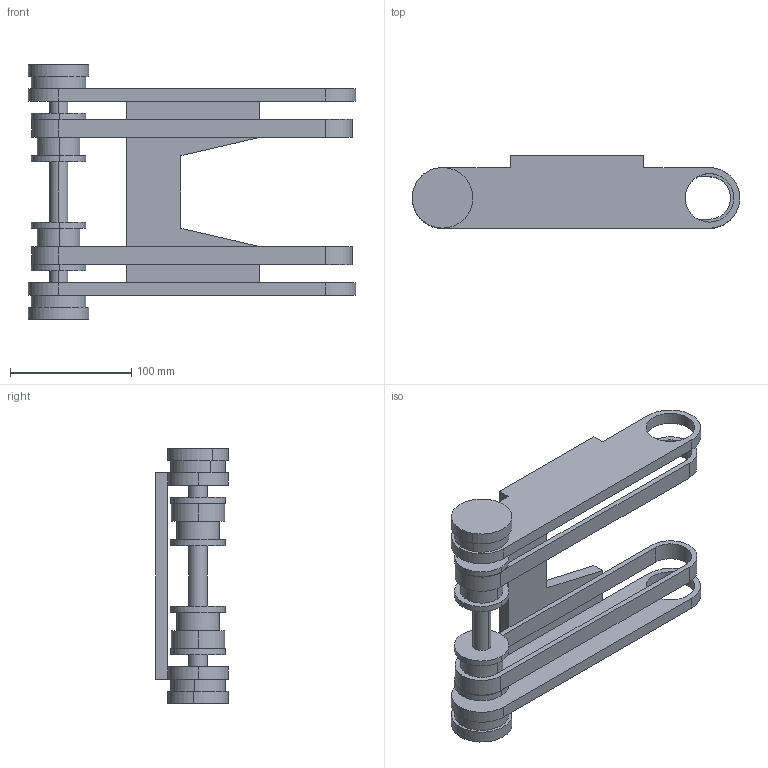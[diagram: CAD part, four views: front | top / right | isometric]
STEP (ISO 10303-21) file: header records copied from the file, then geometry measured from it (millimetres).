
FILE_DESCRIPTION (( 'STEP AP203' ), '1' );
FILE_NAME ('Eslabon2_Predeterminado_sldprt.STEP', '2021-11-03T21:37:58', ( '' ), ( '' ), 'SwSTEP 2.0', 'SolidWorks 2021', '' );
FILE_SCHEMA (( 'CONFIG_CONTROL_DESIGN' ));
Length unit declared in the file: millimetre
Products named in the file (1): Eslabon2_Predeterminado_sldprt
Bounding box: 270 x 60 x 210 mm (x, y, z)
Volume: 621625.9 mm3; surface area: 158359.3 mm2
Topology: 1 solids, 1 shells, 94 faces, 248 edges, 164 vertices
Faces by surface type: cylinder 50, plane 44
Entity records: 3049 total; most frequent: DIRECTION 550, CARTESIAN_POINT 507, ORIENTED_EDGE 496, EDGE_CURVE 248, AXIS2_PLACEMENT_3D 207, VERTEX_POINT 164, VECTOR 136, LINE 136
